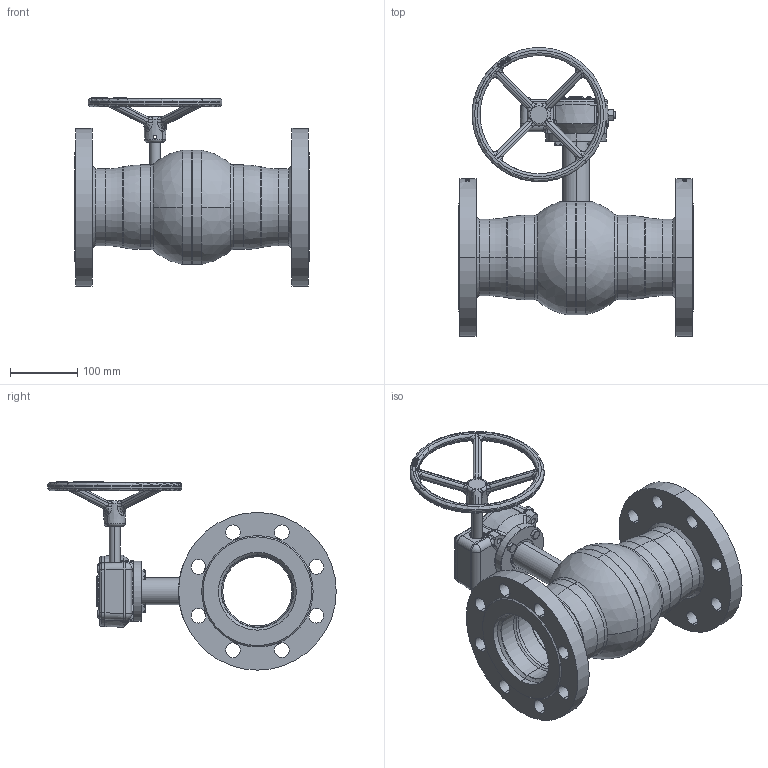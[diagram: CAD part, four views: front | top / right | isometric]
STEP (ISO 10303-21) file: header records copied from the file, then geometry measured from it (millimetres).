
FILE_DESCRIPTION (( 'STEP AP214' ), '1' );
FILE_NAME ('8600425100 480.step', '2025-05-29T08:20:24', ( '' ), ( '' ), 'SwSTEP 2.0', 'SolidWorks 2023', '' );
FILE_SCHEMA (( 'AUTOMOTIVE_DESIGN' ));
Products named in the file (1): 8600425100 480
Bounding box: 350 x 429.93 x 280.5 mm (x, y, z)
Surface area: 523132.8 mm2 (no closed solid volume)
Topology: 0 solids, 39 shells, 930 faces, 3214 edges, 2244 vertices
Faces by surface type: plane 275, bspline 249, cylinder 202, cone 133, torus 55, sphere 16
Entity records: 65063 total; most frequent: CARTESIAN_POINT 40654, ORIENTED_EDGE 5151, DIRECTION 4309, EDGE_CURVE 3202, VERTEX_POINT 2244, AXIS2_PLACEMENT_3D 1687, B_SPLINE_CURVE_WITH_KNOTS 1098, EDGE_LOOP 1072
